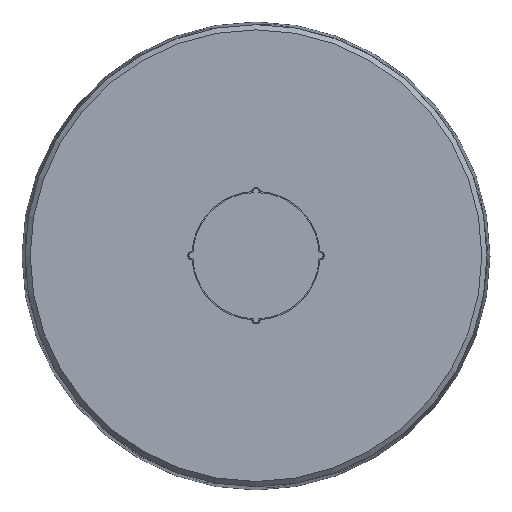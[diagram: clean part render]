
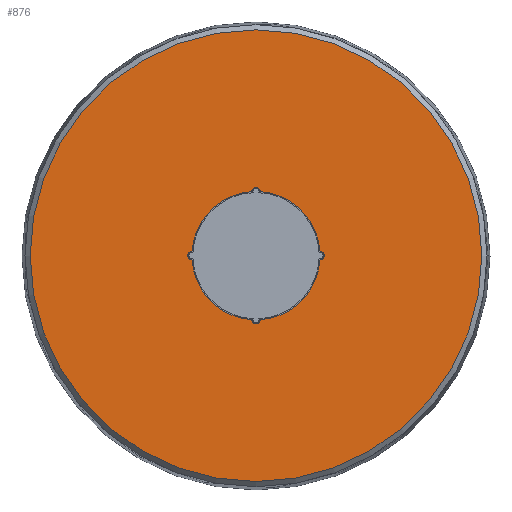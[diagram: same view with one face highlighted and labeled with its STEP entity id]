
A CAD part, top view. The second image highlights one B-rep face of the part: STEP entity #876.
In plain terms, the highlighted planar face has unit normal (0, 0, 1).
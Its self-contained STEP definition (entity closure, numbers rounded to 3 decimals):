
#73=FACE_BOUND('',#189,.T.);
#130=FACE_OUTER_BOUND('',#188,.T.);
#188=EDGE_LOOP('',(#735,#736));
#189=EDGE_LOOP('',(#737,#738,#739,#740,#741,#742,#743,#744));
#240=CIRCLE('',#1062,6.25);
#242=CIRCLE('',#1065,0.4);
#244=CIRCLE('',#1068,6.25);
#246=CIRCLE('',#1071,0.4);
#248=CIRCLE('',#1074,6.25);
#250=CIRCLE('',#1077,0.4);
#252=CIRCLE('',#1080,6.25);
#254=CIRCLE('',#1083,0.4);
#255=CIRCLE('',#1085,22.);
#256=CIRCLE('',#1086,22.);
#411=VERTEX_POINT('',#1599);
#412=VERTEX_POINT('',#1601);
#414=VERTEX_POINT('',#1607);
#416=VERTEX_POINT('',#1613);
#418=VERTEX_POINT('',#1619);
#420=VERTEX_POINT('',#1625);
#422=VERTEX_POINT('',#1631);
#424=VERTEX_POINT('',#1637);
#425=VERTEX_POINT('',#1644);
#426=VERTEX_POINT('',#1645);
#514=EDGE_CURVE('',#412,#411,#240,.T.);
#517=EDGE_CURVE('',#414,#412,#242,.T.);
#520=EDGE_CURVE('',#416,#414,#244,.T.);
#523=EDGE_CURVE('',#418,#416,#246,.T.);
#526=EDGE_CURVE('',#420,#418,#248,.T.);
#529=EDGE_CURVE('',#422,#420,#250,.T.);
#532=EDGE_CURVE('',#424,#422,#252,.T.);
#535=EDGE_CURVE('',#411,#424,#254,.T.);
#536=EDGE_CURVE('',#425,#426,#255,.T.);
#537=EDGE_CURVE('',#426,#425,#256,.T.);
#735=ORIENTED_EDGE('',*,*,#536,.T.);
#736=ORIENTED_EDGE('',*,*,#537,.T.);
#737=ORIENTED_EDGE('',*,*,#535,.T.);
#738=ORIENTED_EDGE('',*,*,#532,.T.);
#739=ORIENTED_EDGE('',*,*,#529,.T.);
#740=ORIENTED_EDGE('',*,*,#526,.T.);
#741=ORIENTED_EDGE('',*,*,#523,.T.);
#742=ORIENTED_EDGE('',*,*,#520,.T.);
#743=ORIENTED_EDGE('',*,*,#517,.T.);
#744=ORIENTED_EDGE('',*,*,#514,.T.);
#834=PLANE('',#1089);
#876=ADVANCED_FACE('',(#130,#73),#834,.T.);
#1062=AXIS2_PLACEMENT_3D('',#1602,#1283,#1284);
#1065=AXIS2_PLACEMENT_3D('',#1608,#1290,#1291);
#1068=AXIS2_PLACEMENT_3D('',#1614,#1297,#1298);
#1071=AXIS2_PLACEMENT_3D('',#1620,#1304,#1305);
#1074=AXIS2_PLACEMENT_3D('',#1626,#1311,#1312);
#1077=AXIS2_PLACEMENT_3D('',#1632,#1318,#1319);
#1080=AXIS2_PLACEMENT_3D('',#1638,#1325,#1326);
#1083=AXIS2_PLACEMENT_3D('',#1642,#1332,#1333);
#1085=AXIS2_PLACEMENT_3D('',#1646,#1336,#1337);
#1086=AXIS2_PLACEMENT_3D('',#1647,#1338,#1339);
#1089=AXIS2_PLACEMENT_3D('',#1653,#1345,#1346);
#1283=DIRECTION('center_axis',(0.,0.,-1.));
#1284=DIRECTION('ref_axis',(0.998,0.064,0.));
#1290=DIRECTION('center_axis',(0.,0.,-1.));
#1291=DIRECTION('ref_axis',(0.999,-0.032,0.));
#1297=DIRECTION('center_axis',(0.,0.,-1.));
#1298=DIRECTION('ref_axis',(-0.064,0.998,0.));
#1304=DIRECTION('center_axis',(0.,0.,-1.));
#1305=DIRECTION('ref_axis',(0.032,0.999,0.));
#1311=DIRECTION('center_axis',(0.,0.,-1.));
#1312=DIRECTION('ref_axis',(-0.998,-0.064,0.));
#1318=DIRECTION('center_axis',(0.,0.,-1.));
#1319=DIRECTION('ref_axis',(-0.999,0.032,0.));
#1325=DIRECTION('center_axis',(0.,0.,-1.));
#1326=DIRECTION('ref_axis',(0.064,-0.998,0.));
#1332=DIRECTION('center_axis',(0.,0.,-1.));
#1333=DIRECTION('ref_axis',(-0.032,-0.999,0.));
#1336=DIRECTION('center_axis',(0.,0.,1.));
#1337=DIRECTION('ref_axis',(1.,0.,0.));
#1338=DIRECTION('center_axis',(0.,0.,1.));
#1339=DIRECTION('ref_axis',(1.,0.,0.));
#1345=DIRECTION('center_axis',(0.,0.,1.));
#1346=DIRECTION('ref_axis',(1.,0.,0.));
#1599=CARTESIAN_POINT('',(-6.237,-0.4,0.215));
#1601=CARTESIAN_POINT('',(-0.4,-6.237,0.215));
#1602=CARTESIAN_POINT('Origin',(0.,0.,0.215));
#1607=CARTESIAN_POINT('',(0.4,-6.237,0.215));
#1608=CARTESIAN_POINT('Origin',(0.,-6.25,0.215));
#1613=CARTESIAN_POINT('',(6.237,-0.4,0.215));
#1614=CARTESIAN_POINT('Origin',(0.,0.,0.215));
#1619=CARTESIAN_POINT('',(6.237,0.4,0.215));
#1620=CARTESIAN_POINT('Origin',(6.25,0.,0.215));
#1625=CARTESIAN_POINT('',(0.4,6.237,0.215));
#1626=CARTESIAN_POINT('Origin',(0.,0.,0.215));
#1631=CARTESIAN_POINT('',(-0.4,6.237,0.215));
#1632=CARTESIAN_POINT('Origin',(0.,6.25,0.215));
#1637=CARTESIAN_POINT('',(-6.237,0.4,0.215));
#1638=CARTESIAN_POINT('Origin',(0.,0.,0.215));
#1642=CARTESIAN_POINT('Origin',(-6.25,0.,0.215));
#1644=CARTESIAN_POINT('',(22.,0.,0.215));
#1645=CARTESIAN_POINT('',(-22.,0.,0.215));
#1646=CARTESIAN_POINT('Origin',(0.,0.,0.215));
#1647=CARTESIAN_POINT('Origin',(0.,0.,0.215));
#1653=CARTESIAN_POINT('Origin',(0.,0.,0.215));
